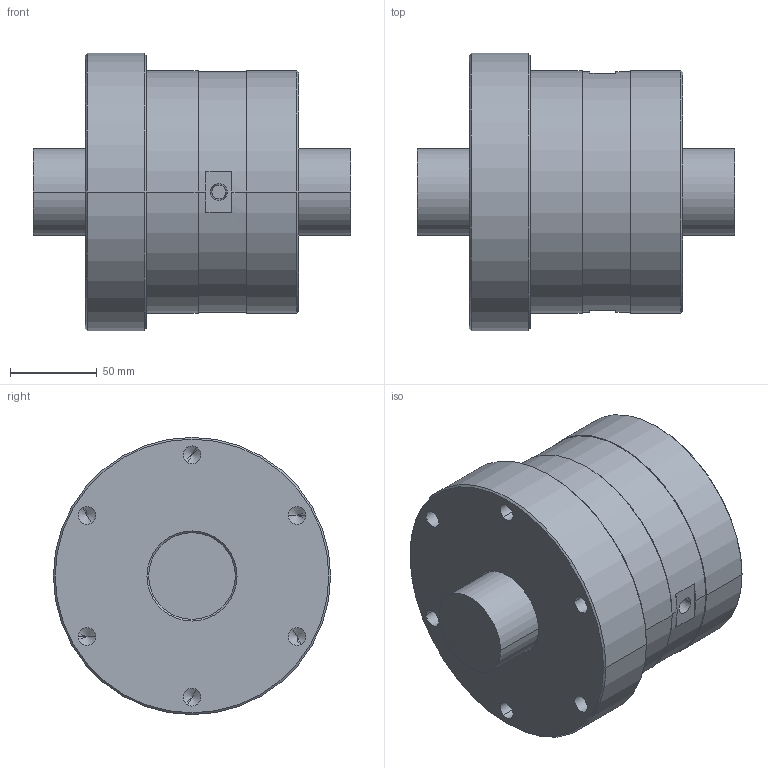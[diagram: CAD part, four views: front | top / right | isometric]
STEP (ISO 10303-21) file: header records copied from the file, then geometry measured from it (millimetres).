
FILE_DESCRIPTION((''),'2;1');
FILE_NAME('HSL6340F2M_ASM','2023-12-06T18:36:39',('10012050'),(''),'CREO PARAMETRIC BY PTC INC, 2019080','CREO PARAMETRIC BY PTC INC, 2019080','');
FILE_SCHEMA(('CONFIG_CONTROL_DESIGN'));
Length unit declared in the file: millimetre
Products named in the file (3): NUT; SHAFT; HSL6340F2M_ASM
Assembly tree (2 placements, depth 2):
  HSL6340F2M_ASM
    NUT
    SHAFT
Bounding box: 183 x 160 x 160 mm (x, y, z)
Volume: 2156644.3 mm3; surface area: 148657.1 mm2
Topology: 2 solids, 2 shells, 71 faces, 158 edges, 92 vertices
Faces by surface type: cylinder 28, cone 26, plane 17
Entity records: 1986 total; most frequent: DIRECTION 380, CARTESIAN_POINT 314, ORIENTED_EDGE 292, AXIS2_PLACEMENT_3D 158, EDGE_CURVE 146, VERTEX_POINT 92, EDGE_LOOP 86, CIRCLE 82
